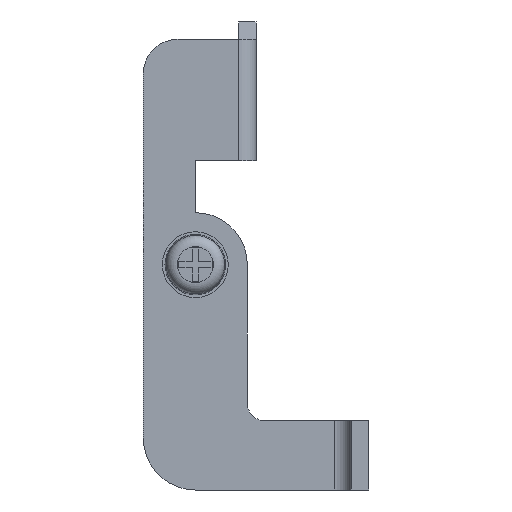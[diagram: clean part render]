
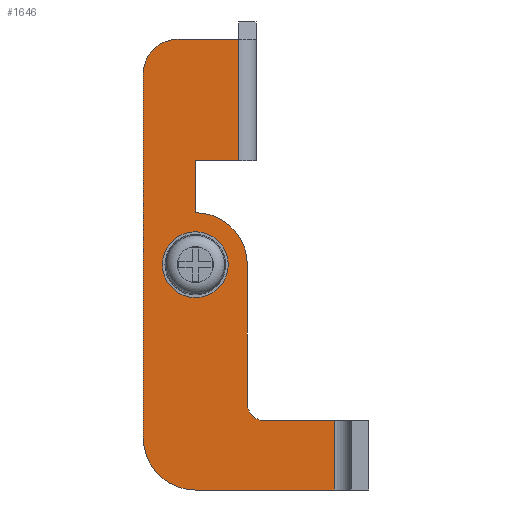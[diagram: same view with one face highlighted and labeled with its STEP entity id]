
A CAD part, left-side view. The second image highlights one B-rep face of the part: STEP entity #1646.
In plain terms, the highlighted planar face has unit normal (-1, 0, 0).
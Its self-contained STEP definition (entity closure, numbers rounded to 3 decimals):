
#65=LINE('',#2403,#241);
#74=LINE('',#2430,#250);
#81=LINE('',#2450,#257);
#96=LINE('',#2485,#272);
#123=LINE('',#2551,#299);
#128=LINE('',#2564,#304);
#130=LINE('',#2570,#306);
#139=LINE('',#2595,#315);
#141=LINE('',#2600,#317);
#241=VECTOR('',#1912,1000.);
#250=VECTOR('',#1933,1000.);
#257=VECTOR('',#1948,1000.);
#272=VECTOR('',#1973,1000.);
#299=VECTOR('',#2030,1000.);
#304=VECTOR('',#2047,1000.);
#306=VECTOR('',#2055,1000.);
#315=VECTOR('',#2088,1000.);
#317=VECTOR('',#2094,1000.);
#587=ORIENTED_EDGE('',*,*,#982,.F.);
#588=ORIENTED_EDGE('',*,*,#964,.F.);
#589=ORIENTED_EDGE('',*,*,#922,.F.);
#590=ORIENTED_EDGE('',*,*,#983,.T.);
#591=ORIENTED_EDGE('',*,*,#881,.T.);
#592=ORIENTED_EDGE('',*,*,#963,.F.);
#593=ORIENTED_EDGE('',*,*,#967,.F.);
#594=ORIENTED_EDGE('',*,*,#965,.F.);
#595=ORIENTED_EDGE('',*,*,#904,.F.);
#596=ORIENTED_EDGE('',*,*,#980,.T.);
#597=ORIENTED_EDGE('',*,*,#894,.F.);
#598=ORIENTED_EDGE('',*,*,#959,.T.);
#599=ORIENTED_EDGE('',*,*,#957,.F.);
#600=ORIENTED_EDGE('',*,*,#952,.F.);
#881=EDGE_CURVE('',#1110,#1109,#65,.T.);
#894=EDGE_CURVE('',#1121,#1122,#74,.T.);
#904=EDGE_CURVE('',#1130,#1131,#81,.T.);
#922=EDGE_CURVE('',#1145,#1146,#96,.T.);
#952=EDGE_CURVE('',#1166,#1167,#1270,.T.);
#957=EDGE_CURVE('',#1167,#1170,#123,.T.);
#959=EDGE_CURVE('',#1121,#1170,#1273,.T.);
#963=EDGE_CURVE('',#1171,#1109,#1274,.T.);
#964=EDGE_CURVE('',#1146,#1166,#128,.T.);
#965=EDGE_CURVE('',#1131,#1172,#1275,.T.);
#967=EDGE_CURVE('',#1172,#1171,#130,.T.);
#980=EDGE_CURVE('',#1130,#1122,#139,.T.);
#982=EDGE_CURVE('',#1177,#1177,#1280,.F.);
#983=EDGE_CURVE('',#1145,#1110,#141,.T.);
#1109=VERTEX_POINT('',#2402);
#1110=VERTEX_POINT('',#2404);
#1121=VERTEX_POINT('',#2429);
#1122=VERTEX_POINT('',#2431);
#1130=VERTEX_POINT('',#2449);
#1131=VERTEX_POINT('',#2451);
#1145=VERTEX_POINT('',#2484);
#1146=VERTEX_POINT('',#2486);
#1166=VERTEX_POINT('',#2540);
#1167=VERTEX_POINT('',#2542);
#1170=VERTEX_POINT('',#2552);
#1171=VERTEX_POINT('',#2561);
#1172=VERTEX_POINT('',#2567);
#1177=VERTEX_POINT('',#2599);
#1270=CIRCLE('',#1761,6.);
#1273=CIRCLE('',#1767,2.);
#1274=CIRCLE('',#1770,4.);
#1275=CIRCLE('',#1773,6.);
#1280=CIRCLE('',#1788,3.);
#1333=EDGE_LOOP('',(#587));
#1334=EDGE_LOOP('',(#588,#589,#590,#591,#592,#593,#594,#595,#596,#597,#598,
#599,#600));
#1457=FACE_BOUND('',#1333,.T.);
#1458=FACE_BOUND('',#1334,.T.);
#1569=PLANE('',#1787);
#1646=ADVANCED_FACE('',(#1457,#1458),#1569,.F.);
#1761=AXIS2_PLACEMENT_3D('',#2541,#2018,#2019);
#1767=AXIS2_PLACEMENT_3D('',#2555,#2034,#2035);
#1770=AXIS2_PLACEMENT_3D('',#2562,#2043,#2044);
#1773=AXIS2_PLACEMENT_3D('',#2566,#2050,#2051);
#1787=AXIS2_PLACEMENT_3D('',#2597,#2090,#2091);
#1788=AXIS2_PLACEMENT_3D('',#2598,#2092,#2093);
#1912=DIRECTION('',(0.,1.,0.));
#1933=DIRECTION('',(0.,-1.,0.));
#1948=DIRECTION('',(0.,1.,0.));
#1973=DIRECTION('',(0.,1.,0.));
#2018=DIRECTION('',(1.,0.,0.));
#2019=DIRECTION('',(0.,0.,-1.));
#2030=DIRECTION('',(0.,0.,-1.));
#2034=DIRECTION('',(1.,0.,0.));
#2035=DIRECTION('',(0.,0.,-1.));
#2043=DIRECTION('',(1.,0.,0.));
#2044=DIRECTION('',(0.,0.,-1.));
#2047=DIRECTION('',(0.,0.,-1.));
#2050=DIRECTION('',(1.,0.,0.));
#2051=DIRECTION('',(0.,0.,-1.));
#2055=DIRECTION('',(0.,0.,1.));
#2088=DIRECTION('',(0.,0.,1.));
#2090=DIRECTION('',(1.,0.,0.));
#2091=DIRECTION('',(0.,0.,-1.));
#2092=DIRECTION('',(1.,0.,0.));
#2093=DIRECTION('',(0.,0.,-1.));
#2094=DIRECTION('',(0.,0.,1.));
#2402=CARTESIAN_POINT('',(-35.,9.,0.));
#2403=CARTESIAN_POINT('',(-35.,-9.,0.));
#2404=CARTESIAN_POINT('',(-35.,2.,0.));
#2429=CARTESIAN_POINT('',(-35.,-1.,-44.));
#2430=CARTESIAN_POINT('',(-35.,-1.,-44.));
#2431=CARTESIAN_POINT('',(-35.,-9.,-44.));
#2449=CARTESIAN_POINT('',(-35.,-9.,-52.));
#2450=CARTESIAN_POINT('',(-35.,-9.,-52.));
#2451=CARTESIAN_POINT('',(-35.,7.,-52.));
#2484=CARTESIAN_POINT('',(-35.,2.,-14.));
#2485=CARTESIAN_POINT('',(-35.,0.,-14.));
#2486=CARTESIAN_POINT('',(-35.,7.,-14.));
#2540=CARTESIAN_POINT('',(-35.,7.,-20.));
#2541=CARTESIAN_POINT('',(-35.,7.,-26.));
#2542=CARTESIAN_POINT('',(-35.,1.,-26.));
#2551=CARTESIAN_POINT('',(-35.,1.,-26.));
#2552=CARTESIAN_POINT('',(-35.,1.,-42.));
#2555=CARTESIAN_POINT('',(-35.,-1.,-42.));
#2561=CARTESIAN_POINT('',(-35.,13.,-4.));
#2562=CARTESIAN_POINT('',(-35.,9.,-4.));
#2564=CARTESIAN_POINT('',(-35.,7.,-14.));
#2566=CARTESIAN_POINT('',(-35.,7.,-46.));
#2567=CARTESIAN_POINT('',(-35.,13.,-46.));
#2570=CARTESIAN_POINT('',(-35.,13.,-52.));
#2595=CARTESIAN_POINT('',(-35.,-9.,-52.));
#2597=CARTESIAN_POINT('',(-35.,-9.,-52.));
#2598=CARTESIAN_POINT('',(-35.,7.,-26.));
#2599=CARTESIAN_POINT('',(-35.,7.,-29.));
#2600=CARTESIAN_POINT('',(-35.,2.,-14.));
